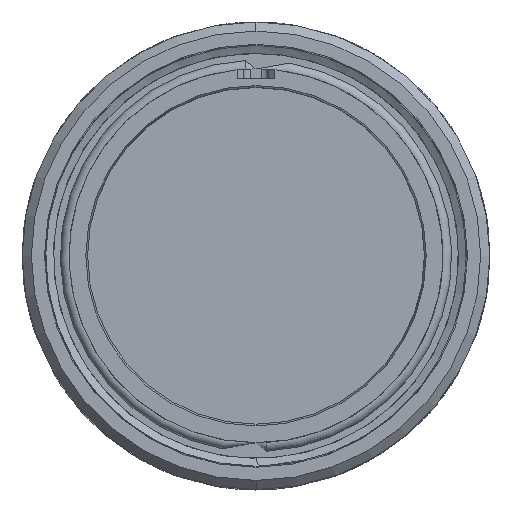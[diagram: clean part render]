
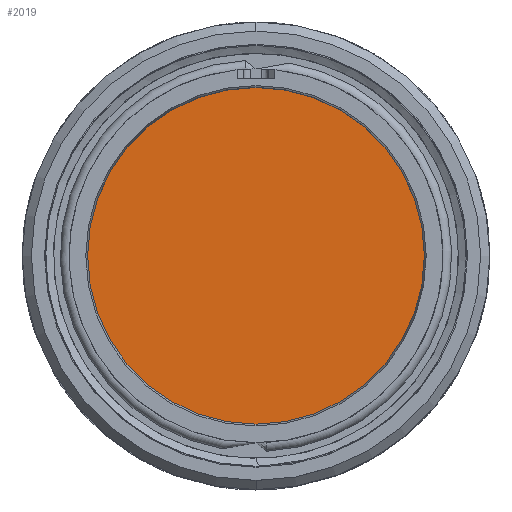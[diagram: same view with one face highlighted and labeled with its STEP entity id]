
A CAD part, top view. The second image highlights one B-rep face of the part: STEP entity #2019.
In plain terms, the highlighted planar face has unit normal (0, 0, 1).
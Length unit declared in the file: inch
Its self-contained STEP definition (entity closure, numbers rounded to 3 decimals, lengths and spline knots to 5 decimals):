
#133 = CIRCLE ( 'NONE', #5676, 0.7545 ) ;
#939 = CARTESIAN_POINT ( 'NONE',  ( 0., 0., -0.527 ) ) ;
#1072 = ORIENTED_EDGE ( 'NONE', *, *, #4054, .T. ) ;
#1365 = DIRECTION ( 'NONE',  ( -1., 0., 0. ) ) ;
#1516 = DIRECTION ( 'NONE',  ( -1., 0., 0. ) ) ;
#1541 = AXIS2_PLACEMENT_3D ( 'NONE', #2964, #2470, #1365 ) ;
#1703 = AXIS2_PLACEMENT_3D ( 'NONE', #3744, #5744, #3780 ) ;
#2019 = ADVANCED_FACE ( 'NONE', ( #4277 ), #2772, .F. ) ;
#2470 = DIRECTION ( 'NONE',  ( 0., 0., 1. ) ) ;
#2530 = CARTESIAN_POINT ( 'NONE',  ( 0., 0.7545, -0.527 ) ) ;
#2636 = VERTEX_POINT ( 'NONE', #2530 ) ;
#2772 = PLANE ( 'NONE',  #1703 ) ;
#2964 = CARTESIAN_POINT ( 'NONE',  ( 0., 0., -0.527 ) ) ;
#3374 = CARTESIAN_POINT ( 'NONE',  ( 0., -0.7545, -0.527 ) ) ;
#3618 = VERTEX_POINT ( 'NONE', #3374 ) ;
#3744 = CARTESIAN_POINT ( 'NONE',  ( 0., 0., -0.527 ) ) ;
#3780 = DIRECTION ( 'NONE',  ( -1., 0., 0. ) ) ;
#4054 = EDGE_CURVE ( 'NONE', #3618, #2636, #133, .T. ) ;
#4277 = FACE_OUTER_BOUND ( 'NONE', #6525, .T. ) ;
#4819 = EDGE_CURVE ( 'NONE', #2636, #3618, #5270, .T. ) ;
#5270 = CIRCLE ( 'NONE', #1541, 0.7545 ) ;
#5676 = AXIS2_PLACEMENT_3D ( 'NONE', #939, #5982, #1516 ) ;
#5744 = DIRECTION ( 'NONE',  ( 0., 0., -1. ) ) ;
#5982 = DIRECTION ( 'NONE',  ( 0., 0., 1. ) ) ;
#6525 = EDGE_LOOP ( 'NONE', ( #1072, #6564 ) ) ;
#6564 = ORIENTED_EDGE ( 'NONE', *, *, #4819, .T. ) ;
